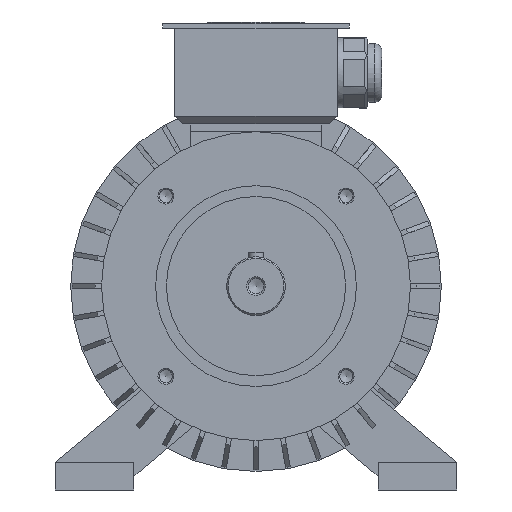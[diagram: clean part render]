
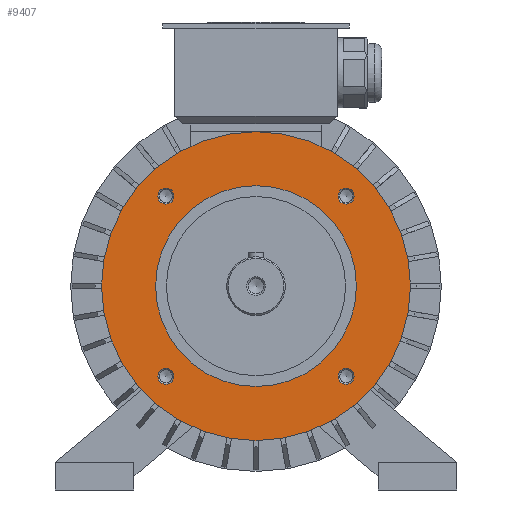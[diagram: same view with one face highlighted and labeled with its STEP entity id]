
A CAD part, front view. The second image highlights one B-rep face of the part: STEP entity #9407.
In plain terms, the highlighted planar face has unit normal (0, -1, 0).
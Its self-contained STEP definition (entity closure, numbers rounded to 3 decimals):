
#238=CIRCLE('',#9720,5.188);
#242=CIRCLE('',#9728,5.188);
#246=CIRCLE('',#9736,5.188);
#364=CIRCLE('',#9951,100.);
#366=CIRCLE('',#9954,5.188);
#367=CIRCLE('',#9955,65.);
#1044=ORIENTED_EDGE('',*,*,#2545,.T.);
#1045=ORIENTED_EDGE('',*,*,#2549,.T.);
#1046=ORIENTED_EDGE('',*,*,#2553,.T.);
#1047=ORIENTED_EDGE('',*,*,#2953,.T.);
#1048=ORIENTED_EDGE('',*,*,#2954,.T.);
#1049=ORIENTED_EDGE('',*,*,#2951,.F.);
#2545=EDGE_CURVE('',#3553,#3553,#238,.T.);
#2549=EDGE_CURVE('',#3558,#3558,#242,.T.);
#2553=EDGE_CURVE('',#3563,#3563,#246,.T.);
#2951=EDGE_CURVE('',#3892,#3892,#364,.T.);
#2953=EDGE_CURVE('',#3894,#3894,#366,.T.);
#2954=EDGE_CURVE('',#3895,#3895,#367,.T.);
#3553=VERTEX_POINT('',#12447);
#3558=VERTEX_POINT('',#12460);
#3563=VERTEX_POINT('',#12473);
#3892=VERTEX_POINT('',#13273);
#3894=VERTEX_POINT('',#13278);
#3895=VERTEX_POINT('',#13280);
#5617=EDGE_LOOP('',(#1044));
#5618=EDGE_LOOP('',(#1045));
#5619=EDGE_LOOP('',(#1046));
#5620=EDGE_LOOP('',(#1047));
#5621=EDGE_LOOP('',(#1048));
#5622=EDGE_LOOP('',(#1049));
#6059=FACE_BOUND('',#5617,.T.);
#6060=FACE_BOUND('',#5618,.T.);
#6061=FACE_BOUND('',#5619,.T.);
#6062=FACE_BOUND('',#5620,.T.);
#6063=FACE_BOUND('',#5621,.T.);
#6064=FACE_BOUND('',#5622,.T.);
#6463=PLANE('',#9953);
#9407=ADVANCED_FACE('',(#6059,#6060,#6061,#6062,#6063,#6064),#6463,.F.);
#9720=AXIS2_PLACEMENT_3D('',#12446,#10429,#10430);
#9728=AXIS2_PLACEMENT_3D('',#12459,#10445,#10446);
#9736=AXIS2_PLACEMENT_3D('',#12472,#10461,#10462);
#9951=AXIS2_PLACEMENT_3D('',#13272,#11147,#11148);
#9953=AXIS2_PLACEMENT_3D('',#13276,#11151,#11152);
#9954=AXIS2_PLACEMENT_3D('',#13277,#11153,#11154);
#9955=AXIS2_PLACEMENT_3D('',#13279,#11155,#11156);
#10429=DIRECTION('',(0.,1.,0.));
#10430=DIRECTION('',(0.,0.,1.));
#10445=DIRECTION('',(0.,1.,0.));
#10446=DIRECTION('',(-1.,0.,0.));
#10461=DIRECTION('',(0.,1.,0.));
#10462=DIRECTION('',(0.,0.,-1.));
#11147=DIRECTION('',(0.,1.,0.));
#11148=DIRECTION('',(1.,0.,0.));
#11151=DIRECTION('',(0.,1.,0.));
#11152=DIRECTION('',(0.,0.,1.));
#11153=DIRECTION('',(0.,1.,0.));
#11154=DIRECTION('',(1.,0.,0.));
#11155=DIRECTION('',(0.,1.,0.));
#11156=DIRECTION('',(1.,0.,0.));
#12446=CARTESIAN_POINT('',(-58.336,-40.,-58.336));
#12447=CARTESIAN_POINT('',(-58.336,-40.,-53.148));
#12459=CARTESIAN_POINT('',(58.336,-40.,-58.336));
#12460=CARTESIAN_POINT('',(53.148,-40.,-58.336));
#12472=CARTESIAN_POINT('',(58.336,-40.,58.336));
#12473=CARTESIAN_POINT('',(58.336,-40.,53.148));
#13272=CARTESIAN_POINT('',(0.,-40.,0.));
#13273=CARTESIAN_POINT('',(100.,-40.,0.));
#13276=CARTESIAN_POINT('',(0.,-40.,0.));
#13277=CARTESIAN_POINT('',(-58.336,-40.,58.336));
#13278=CARTESIAN_POINT('',(-53.148,-40.,58.336));
#13279=CARTESIAN_POINT('',(0.,-40.,0.));
#13280=CARTESIAN_POINT('',(65.,-40.,0.));
